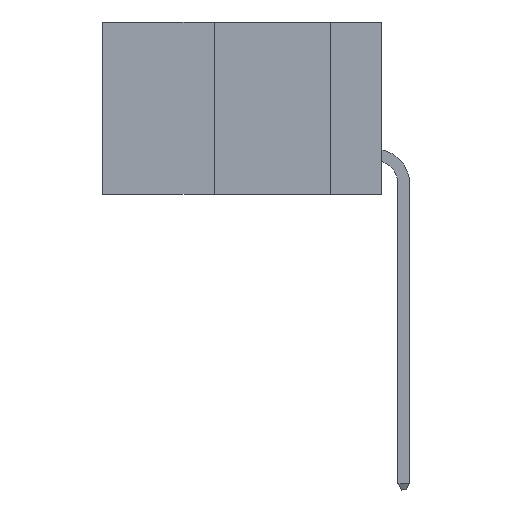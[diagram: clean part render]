
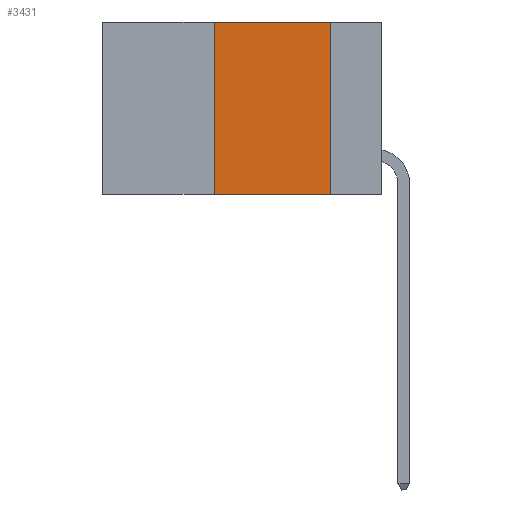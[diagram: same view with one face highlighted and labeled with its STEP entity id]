
A CAD part, left-side view. The second image highlights one B-rep face of the part: STEP entity #3431.
In plain terms, the highlighted planar face has unit normal (-1, 0, 0).
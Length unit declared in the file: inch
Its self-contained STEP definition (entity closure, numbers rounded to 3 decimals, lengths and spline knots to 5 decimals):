
#333 = FACE_OUTER_BOUND ( 'NONE', #866, .T. ) ;
#360 = CARTESIAN_POINT ( 'NONE',  ( 0., 0.36, 0. ) ) ;
#866 = EDGE_LOOP ( 'NONE', ( #7997, #2918, #1649, #1526 ) ) ;
#882 = CARTESIAN_POINT ( 'NONE',  ( 0., 0.11, -0.37 ) ) ;
#934 = CARTESIAN_POINT ( 'NONE',  ( 0., 0.11, 0. ) ) ;
#987 = DIRECTION ( 'NONE',  ( 0., 0., 1. ) ) ;
#1213 = VECTOR ( 'NONE', #2962, 39.37008 ) ;
#1395 = PLANE ( 'NONE',  #4023 ) ;
#1526 = ORIENTED_EDGE ( 'NONE', *, *, #1756, .T. ) ;
#1649 = ORIENTED_EDGE ( 'NONE', *, *, #3652, .F. ) ;
#1756 = EDGE_CURVE ( 'NONE', #7398, #3967, #4452, .T. ) ;
#1764 = CARTESIAN_POINT ( 'NONE',  ( 0., 0.6, -0.37 ) ) ;
#2847 = CARTESIAN_POINT ( 'NONE',  ( 0., 0.6, 0. ) ) ;
#2918 = ORIENTED_EDGE ( 'NONE', *, *, #4949, .F. ) ;
#2962 = DIRECTION ( 'NONE',  ( 0., 0., -1. ) ) ;
#3024 = LINE ( 'NONE', #934, #1213 ) ;
#3431 = ADVANCED_FACE ( 'NONE', ( #333 ), #1395, .F. ) ;
#3652 = EDGE_CURVE ( 'NONE', #7398, #6570, #5936, .T. ) ;
#3861 = VERTEX_POINT ( 'NONE', #5643 ) ;
#3967 = VERTEX_POINT ( 'NONE', #882 ) ;
#4023 = AXIS2_PLACEMENT_3D ( 'NONE', #2847, #7641, #6320 ) ;
#4036 = EDGE_CURVE ( 'NONE', #3861, #3967, #3024, .T. ) ;
#4195 = CARTESIAN_POINT ( 'NONE',  ( 0., 0.36, 0. ) ) ;
#4214 = CARTESIAN_POINT ( 'NONE',  ( 0., 0.6, 0. ) ) ;
#4452 = LINE ( 'NONE', #1764, #5422 ) ;
#4720 = DIRECTION ( 'NONE',  ( 0., -1., 0. ) ) ;
#4949 = EDGE_CURVE ( 'NONE', #6570, #3861, #7460, .T. ) ;
#5422 = VECTOR ( 'NONE', #4720, 39.37008 ) ;
#5643 = CARTESIAN_POINT ( 'NONE',  ( 0., 0.11, 0. ) ) ;
#5936 = LINE ( 'NONE', #360, #7145 ) ;
#6258 = VECTOR ( 'NONE', #7511, 39.37008 ) ;
#6320 = DIRECTION ( 'NONE',  ( 0., 0., -1. ) ) ;
#6570 = VERTEX_POINT ( 'NONE', #4195 ) ;
#7145 = VECTOR ( 'NONE', #987, 39.37008 ) ;
#7398 = VERTEX_POINT ( 'NONE', #8535 ) ;
#7460 = LINE ( 'NONE', #4214, #6258 ) ;
#7511 = DIRECTION ( 'NONE',  ( 0., -1., 0. ) ) ;
#7641 = DIRECTION ( 'NONE',  ( 1., 0., 0. ) ) ;
#7997 = ORIENTED_EDGE ( 'NONE', *, *, #4036, .F. ) ;
#8535 = CARTESIAN_POINT ( 'NONE',  ( 0., 0.36, -0.37 ) ) ;
